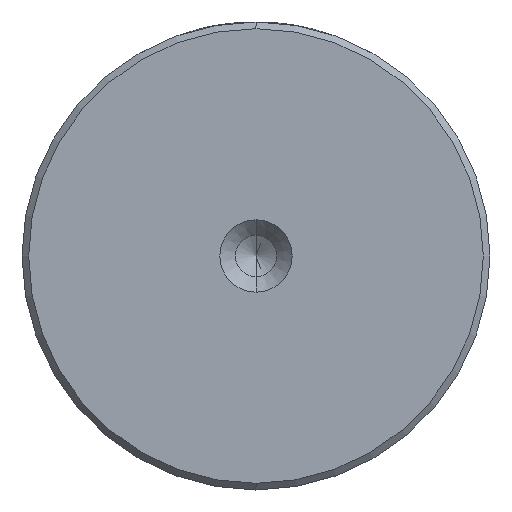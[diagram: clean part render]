
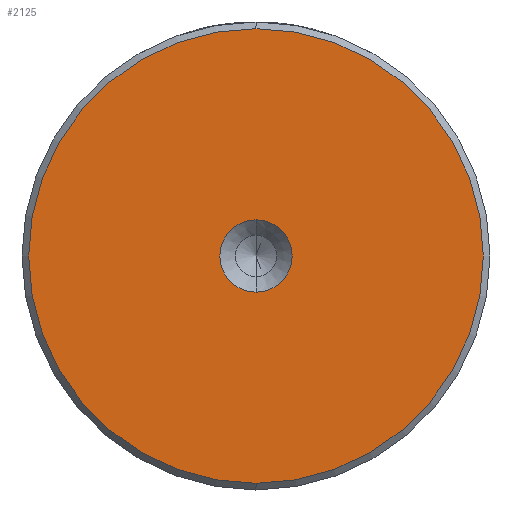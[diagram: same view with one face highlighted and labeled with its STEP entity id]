
A CAD part, left-side view. The second image highlights one B-rep face of the part: STEP entity #2125.
In plain terms, the highlighted planar face has unit normal (-1, 0, 0).
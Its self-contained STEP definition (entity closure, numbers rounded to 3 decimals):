
#138 = EDGE_LOOP ( 'NONE', ( #2834, #1356 ) ) ;
#355 = FACE_OUTER_BOUND ( 'NONE', #2710, .T. ) ;
#414 = DIRECTION ( 'NONE',  ( -1., 0., 0. ) ) ;
#434 = CARTESIAN_POINT ( 'NONE',  ( 0., 0., -2.7 ) ) ;
#457 = AXIS2_PLACEMENT_3D ( 'NONE', #543, #2157, #765 ) ;
#543 = CARTESIAN_POINT ( 'NONE',  ( 0., 0., 0. ) ) ;
#575 = CARTESIAN_POINT ( 'NONE',  ( 0., 0., 0. ) ) ;
#665 = CIRCLE ( 'NONE', #2434, 2.7 ) ;
#685 = VERTEX_POINT ( 'NONE', #2798 ) ;
#765 = DIRECTION ( 'NONE',  ( 0., 0., 1. ) ) ;
#1044 = CARTESIAN_POINT ( 'NONE',  ( 0., 0., -17. ) ) ;
#1084 = EDGE_CURVE ( 'NONE', #685, #1219, #2911, .T. ) ;
#1219 = VERTEX_POINT ( 'NONE', #1044 ) ;
#1326 = CARTESIAN_POINT ( 'NONE',  ( 0., 0., 0. ) ) ;
#1356 = ORIENTED_EDGE ( 'NONE', *, *, #2765, .F. ) ;
#1368 = DIRECTION ( 'NONE',  ( -1., 0., 0. ) ) ;
#1399 = CIRCLE ( 'NONE', #2252, 17. ) ;
#1400 = EDGE_CURVE ( 'NONE', #1219, #685, #1399, .T. ) ;
#1488 = DIRECTION ( 'NONE',  ( 0., 0., 1. ) ) ;
#1511 = CARTESIAN_POINT ( 'NONE',  ( 0., 0., 2.7 ) ) ;
#1558 = DIRECTION ( 'NONE',  ( 0., 0., 1. ) ) ;
#1595 = AXIS2_PLACEMENT_3D ( 'NONE', #575, #2893, #1488 ) ;
#1613 = VERTEX_POINT ( 'NONE', #1511 ) ;
#1659 = VERTEX_POINT ( 'NONE', #434 ) ;
#1783 = CARTESIAN_POINT ( 'NONE',  ( 0., 0., 0. ) ) ;
#1896 = CIRCLE ( 'NONE', #2268, 2.7 ) ;
#2024 = DIRECTION ( 'NONE',  ( 0., 0., 1. ) ) ;
#2125 = ADVANCED_FACE ( 'NONE', ( #355, #2198 ), #2422, .T. ) ;
#2157 = DIRECTION ( 'NONE',  ( -1., 0., 0. ) ) ;
#2198 = FACE_BOUND ( 'NONE', #138, .T. ) ;
#2252 = AXIS2_PLACEMENT_3D ( 'NONE', #2769, #1368, #2996 ) ;
#2268 = AXIS2_PLACEMENT_3D ( 'NONE', #1783, #414, #2024 ) ;
#2422 = PLANE ( 'NONE',  #1595 ) ;
#2434 = AXIS2_PLACEMENT_3D ( 'NONE', #1326, #2962, #1558 ) ;
#2642 = ORIENTED_EDGE ( 'NONE', *, *, #1400, .T. ) ;
#2710 = EDGE_LOOP ( 'NONE', ( #2642, #2901 ) ) ;
#2765 = EDGE_CURVE ( 'NONE', #1659, #1613, #1896, .T. ) ;
#2769 = CARTESIAN_POINT ( 'NONE',  ( 0., 0., 0. ) ) ;
#2798 = CARTESIAN_POINT ( 'NONE',  ( 0., 0., 17. ) ) ;
#2811 = EDGE_CURVE ( 'NONE', #1613, #1659, #665, .T. ) ;
#2834 = ORIENTED_EDGE ( 'NONE', *, *, #2811, .F. ) ;
#2893 = DIRECTION ( 'NONE',  ( -1., 0., 0. ) ) ;
#2901 = ORIENTED_EDGE ( 'NONE', *, *, #1084, .T. ) ;
#2911 = CIRCLE ( 'NONE', #457, 17. ) ;
#2962 = DIRECTION ( 'NONE',  ( -1., 0., 0. ) ) ;
#2996 = DIRECTION ( 'NONE',  ( 0., 0., 1. ) ) ;
